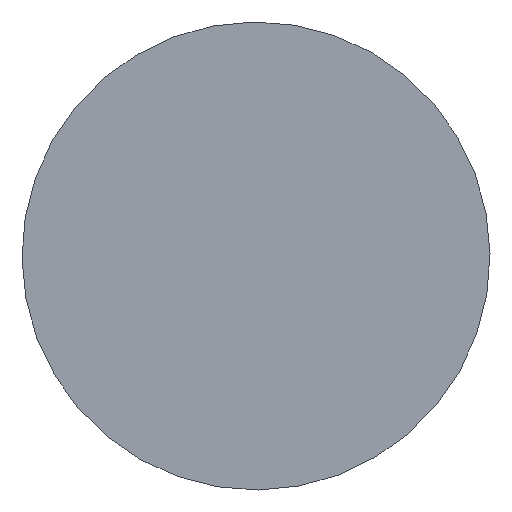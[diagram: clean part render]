
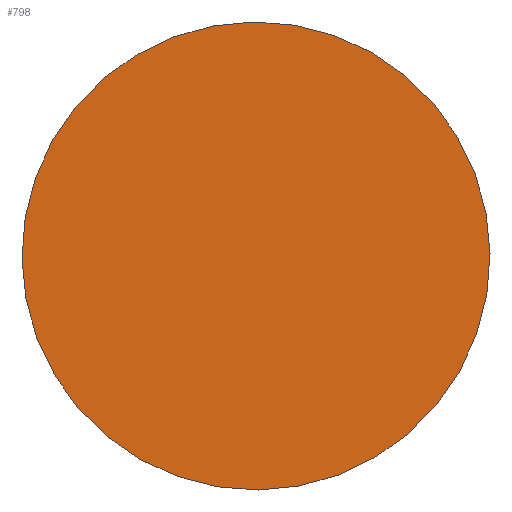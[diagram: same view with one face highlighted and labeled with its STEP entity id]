
A CAD part, front view. The second image highlights one B-rep face of the part: STEP entity #798.
In plain terms, the highlighted planar face has unit normal (0, -1, 0).
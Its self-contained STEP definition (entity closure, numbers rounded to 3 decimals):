
#49=PLANE('',#930);
#189=FACE_OUTER_BOUND('',#239,.T.);
#239=EDGE_LOOP('',(#688,#689));
#320=CIRCLE('',#928,25.5);
#321=CIRCLE('',#929,25.5);
#391=VERTEX_POINT('',#1388);
#392=VERTEX_POINT('',#1389);
#494=EDGE_CURVE('',#391,#392,#320,.T.);
#495=EDGE_CURVE('',#392,#391,#321,.T.);
#688=ORIENTED_EDGE('',*,*,#494,.T.);
#689=ORIENTED_EDGE('',*,*,#495,.T.);
#798=ADVANCED_FACE('',(#189),#49,.T.);
#928=AXIS2_PLACEMENT_3D('',#1390,#1158,#1159);
#929=AXIS2_PLACEMENT_3D('',#1391,#1160,#1161);
#930=AXIS2_PLACEMENT_3D('',#1393,#1163,#1164);
#1158=DIRECTION('center_axis',(0.,-1.,0.));
#1159=DIRECTION('ref_axis',(0.164,0.,0.986));
#1160=DIRECTION('center_axis',(0.,-1.,0.));
#1161=DIRECTION('ref_axis',(0.164,0.,0.986));
#1163=DIRECTION('center_axis',(0.,-1.,0.));
#1164=DIRECTION('ref_axis',(-0.164,0.,-0.986));
#1388=CARTESIAN_POINT('',(-4.188,-61.5,-25.154));
#1389=CARTESIAN_POINT('',(4.188,-61.5,25.154));
#1390=CARTESIAN_POINT('Origin',(0.,-61.5,0.));
#1391=CARTESIAN_POINT('Origin',(0.,-61.5,0.));
#1393=CARTESIAN_POINT('Origin',(-4.071,-61.5,-24.45));
